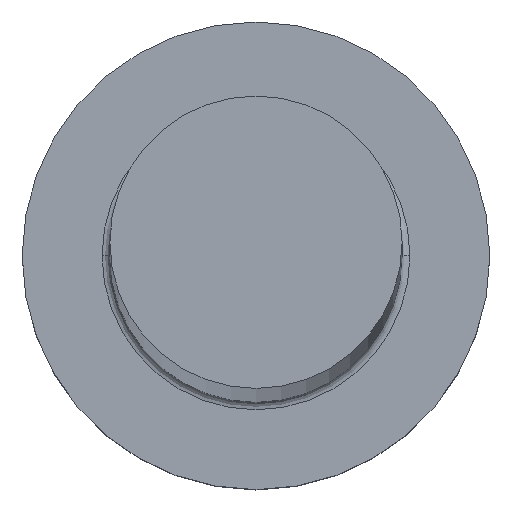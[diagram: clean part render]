
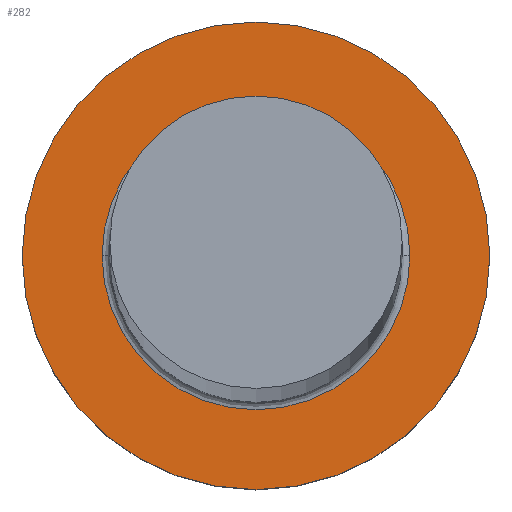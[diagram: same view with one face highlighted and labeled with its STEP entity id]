
A CAD part, top view. The second image highlights one B-rep face of the part: STEP entity #282.
In plain terms, the highlighted planar face has unit normal (0, 0, 1).
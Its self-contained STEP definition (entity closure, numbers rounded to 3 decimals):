
#12 = ORIENTED_EDGE ( 'NONE', *, *, #147, .T. ) ;
#21 = DIRECTION ( 'NONE',  ( 1., 0., 0. ) ) ;
#26 = FACE_BOUND ( 'NONE', #63, .T. ) ;
#32 = ORIENTED_EDGE ( 'NONE', *, *, #241, .T. ) ;
#41 = DIRECTION ( 'NONE',  ( 1., 0., 0. ) ) ;
#45 = EDGE_CURVE ( 'NONE', #283, #205, #140, .T. ) ;
#49 = CARTESIAN_POINT ( 'NONE',  ( 0., 0., 5. ) ) ;
#54 = DIRECTION ( 'NONE',  ( 0., 0., 1. ) ) ;
#63 = EDGE_LOOP ( 'NONE', ( #12, #158 ) ) ;
#65 = DIRECTION ( 'NONE',  ( 1., 0., 0. ) ) ;
#66 = EDGE_CURVE ( 'NONE', #234, #81, #254, .T. ) ;
#73 = DIRECTION ( 'NONE',  ( 0., 0., 1. ) ) ;
#75 = FACE_OUTER_BOUND ( 'NONE', #266, .T. ) ;
#80 = AXIS2_PLACEMENT_3D ( 'NONE', #169, #73, #150 ) ;
#81 = VERTEX_POINT ( 'NONE', #88 ) ;
#84 = AXIS2_PLACEMENT_3D ( 'NONE', #191, #141, #65 ) ;
#86 = CIRCLE ( 'NONE', #172, 3.95 ) ;
#88 = CARTESIAN_POINT ( 'NONE',  ( 6., 0., 5. ) ) ;
#96 = AXIS2_PLACEMENT_3D ( 'NONE', #264, #54, #21 ) ;
#126 = DIRECTION ( 'NONE',  ( 0., 0., -1. ) ) ;
#140 = CIRCLE ( 'NONE', #84, 3.95 ) ;
#141 = DIRECTION ( 'NONE',  ( 0., 0., -1. ) ) ;
#147 = EDGE_CURVE ( 'NONE', #205, #283, #86, .T. ) ;
#150 = DIRECTION ( 'NONE',  ( 1., 0., 0. ) ) ;
#158 = ORIENTED_EDGE ( 'NONE', *, *, #45, .T. ) ;
#159 = CIRCLE ( 'NONE', #96, 6. ) ;
#169 = CARTESIAN_POINT ( 'NONE',  ( 0., 0., 5. ) ) ;
#172 = AXIS2_PLACEMENT_3D ( 'NONE', #49, #126, #175 ) ;
#175 = DIRECTION ( 'NONE',  ( 1., 0., 0. ) ) ;
#187 = AXIS2_PLACEMENT_3D ( 'NONE', #253, #209, #41 ) ;
#191 = CARTESIAN_POINT ( 'NONE',  ( 0., 0., 5. ) ) ;
#205 = VERTEX_POINT ( 'NONE', #263 ) ;
#209 = DIRECTION ( 'NONE',  ( 0., 0., 1. ) ) ;
#221 = CARTESIAN_POINT ( 'NONE',  ( -3.95, 0., 5. ) ) ;
#234 = VERTEX_POINT ( 'NONE', #287 ) ;
#241 = EDGE_CURVE ( 'NONE', #81, #234, #159, .T. ) ;
#253 = CARTESIAN_POINT ( 'NONE',  ( 0., 0., 5. ) ) ;
#254 = CIRCLE ( 'NONE', #187, 6. ) ;
#262 = PLANE ( 'NONE',  #80 ) ;
#263 = CARTESIAN_POINT ( 'NONE',  ( 3.95, 0., 5. ) ) ;
#264 = CARTESIAN_POINT ( 'NONE',  ( 0., 0., 5. ) ) ;
#266 = EDGE_LOOP ( 'NONE', ( #281, #32 ) ) ;
#281 = ORIENTED_EDGE ( 'NONE', *, *, #66, .T. ) ;
#282 = ADVANCED_FACE ( 'NONE', ( #26, #75 ), #262, .T. ) ;
#283 = VERTEX_POINT ( 'NONE', #221 ) ;
#287 = CARTESIAN_POINT ( 'NONE',  ( -6., 0., 5. ) ) ;
